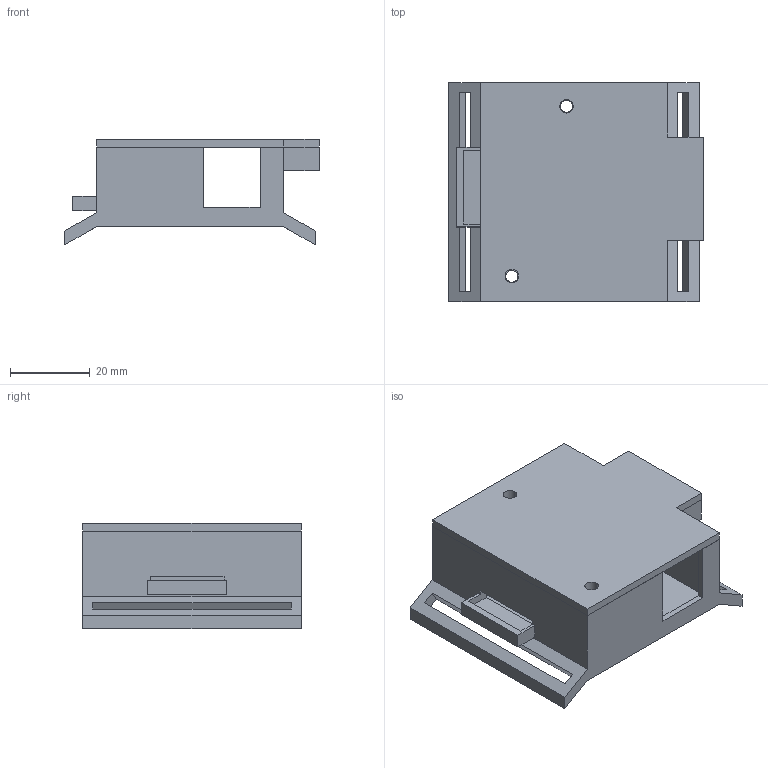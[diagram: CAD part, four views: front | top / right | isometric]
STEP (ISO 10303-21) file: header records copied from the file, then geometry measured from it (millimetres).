
FILE_DESCRIPTION (( 'STEP AP214' ), '1' );
FILE_NAME ('Main×°ÅäÌå2.STEP', '2022-08-03T09:04:29', ( '' ), ( '' ), 'SwSTEP 2.0', 'SolidWorks 2022', '' );
FILE_SCHEMA (( 'AUTOMOTIVE_DESIGN' ));
Length unit declared in the file: millimetre
Products named in the file (3): Main-Working; Main装配体2; Cover
Assembly tree (2 placements, depth 2):
  Main装配体2
    Main-Working
    Cover
Bounding box: 64 x 55 x 26.62 mm (x, y, z)
Volume: 20663.8 mm3; surface area: 22387 mm2
Topology: 2 solids, 2 shells, 95 faces, 252 edges, 168 vertices
Faces by surface type: plane 79, cylinder 16
Entity records: 3056 total; most frequent: CARTESIAN_POINT 520, ORIENTED_EDGE 504, DIRECTION 484, EDGE_CURVE 252, LINE 220, VECTOR 220, VERTEX_POINT 168, AXIS2_PLACEMENT_3D 132
